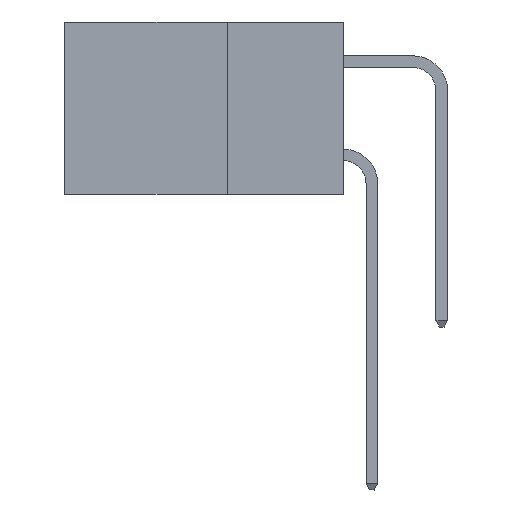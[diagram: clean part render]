
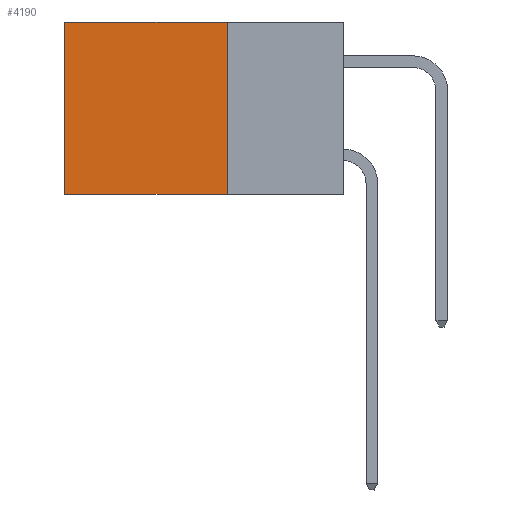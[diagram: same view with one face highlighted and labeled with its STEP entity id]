
A CAD part, left-side view. The second image highlights one B-rep face of the part: STEP entity #4190.
In plain terms, the highlighted planar face has unit normal (-1, 0, 0).
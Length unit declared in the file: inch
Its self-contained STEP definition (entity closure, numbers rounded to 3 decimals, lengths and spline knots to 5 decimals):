
#167 = VECTOR ( 'NONE', #2433, 39.37008 ) ;
#316 = VERTEX_POINT ( 'NONE', #23435 ) ;
#677 = EDGE_CURVE ( 'NONE', #316, #4812, #5994, .T. ) ;
#1240 = ORIENTED_EDGE ( 'NONE', *, *, #677, .F. ) ;
#1907 = DIRECTION ( 'NONE',  ( 0., 0., -1. ) ) ;
#2433 = DIRECTION ( 'NONE',  ( 0., 1., 0. ) ) ;
#2902 = VECTOR ( 'NONE', #22728, 39.37008 ) ;
#3093 = VERTEX_POINT ( 'NONE', #26159 ) ;
#3259 = ORIENTED_EDGE ( 'NONE', *, *, #20533, .T. ) ;
#3575 = CARTESIAN_POINT ( 'NONE',  ( 0.2615, 0.25, -0.37 ) ) ;
#3859 = DIRECTION ( 'NONE',  ( 0., 1., 0. ) ) ;
#4190 = ADVANCED_FACE ( 'NONE', ( #14804 ), #23580, .F. ) ;
#4555 = LINE ( 'NONE', #21822, #167 ) ;
#4696 = VECTOR ( 'NONE', #12238, 39.37008 ) ;
#4812 = VERTEX_POINT ( 'NONE', #11090 ) ;
#5994 = LINE ( 'NONE', #14350, #17566 ) ;
#11090 = CARTESIAN_POINT ( 'NONE',  ( 0.2615, 0.6, -0.37 ) ) ;
#11615 = ORIENTED_EDGE ( 'NONE', *, *, #19283, .T. ) ;
#12238 = DIRECTION ( 'NONE',  ( 0., 0., -1. ) ) ;
#14116 = LINE ( 'NONE', #25673, #2902 ) ;
#14350 = CARTESIAN_POINT ( 'NONE',  ( 0.2615, 0.25, -0.37 ) ) ;
#14804 = FACE_OUTER_BOUND ( 'NONE', #27452, .T. ) ;
#14975 = AXIS2_PLACEMENT_3D ( 'NONE', #27701, #25570, #1907 ) ;
#17566 = VECTOR ( 'NONE', #3859, 39.37008 ) ;
#17970 = VERTEX_POINT ( 'NONE', #24513 ) ;
#19283 = EDGE_CURVE ( 'NONE', #3093, #17970, #4555, .T. ) ;
#20533 = EDGE_CURVE ( 'NONE', #17970, #4812, #14116, .T. ) ;
#21796 = EDGE_CURVE ( 'NONE', #3093, #316, #24837, .T. ) ;
#21822 = CARTESIAN_POINT ( 'NONE',  ( 0.2615, 0.25, 0. ) ) ;
#22728 = DIRECTION ( 'NONE',  ( 0., 0., -1. ) ) ;
#23435 = CARTESIAN_POINT ( 'NONE',  ( 0.2615, 0.25, -0.37 ) ) ;
#23580 = PLANE ( 'NONE',  #14975 ) ;
#24513 = CARTESIAN_POINT ( 'NONE',  ( 0.2615, 0.6, 0. ) ) ;
#24837 = LINE ( 'NONE', #3575, #4696 ) ;
#25570 = DIRECTION ( 'NONE',  ( 1., 0., 0. ) ) ;
#25673 = CARTESIAN_POINT ( 'NONE',  ( 0.2615, 0.6, -0.37 ) ) ;
#26159 = CARTESIAN_POINT ( 'NONE',  ( 0.2615, 0.25, 0. ) ) ;
#27452 = EDGE_LOOP ( 'NONE', ( #3259, #1240, #27846, #11615 ) ) ;
#27701 = CARTESIAN_POINT ( 'NONE',  ( 0.2615, 0.25, -0.37 ) ) ;
#27846 = ORIENTED_EDGE ( 'NONE', *, *, #21796, .F. ) ;
